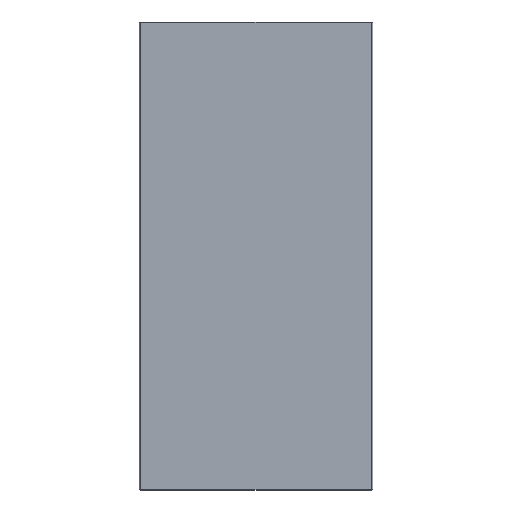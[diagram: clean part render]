
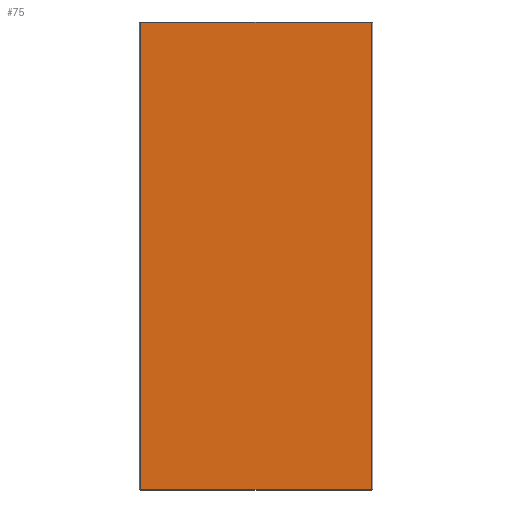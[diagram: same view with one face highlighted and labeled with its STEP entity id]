
A CAD part, top view. The second image highlights one B-rep face of the part: STEP entity #75.
In plain terms, the highlighted planar face has unit normal (0, 0, 1).
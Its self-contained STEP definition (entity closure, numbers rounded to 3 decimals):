
#75 = ADVANCED_FACE( '', ( #167 ), #168, .T. );
#167 = FACE_OUTER_BOUND( '', #276, .T. );
#168 = PLANE( '', #277 );
#276 = EDGE_LOOP( '', ( #428, #429, #430, #431 ) );
#277 = AXIS2_PLACEMENT_3D( '', #432, #433, #434 );
#428 = ORIENTED_EDGE( '', *, *, #693, .F. );
#429 = ORIENTED_EDGE( '', *, *, #694, .F. );
#430 = ORIENTED_EDGE( '', *, *, #695, .T. );
#431 = ORIENTED_EDGE( '', *, *, #696, .T. );
#432 = CARTESIAN_POINT( '', ( -12.3, -25., 0.75 ) );
#433 = DIRECTION( '', ( 0., 0., 1. ) );
#434 = DIRECTION( '', ( 1., 0., 0. ) );
#693 = EDGE_CURVE( '', #836, #837, #838, .T. );
#694 = EDGE_CURVE( '', #839, #836, #840, .T. );
#695 = EDGE_CURVE( '', #839, #841, #842, .T. );
#696 = EDGE_CURVE( '', #841, #837, #843, .T. );
#836 = VERTEX_POINT( '', #1033 );
#837 = VERTEX_POINT( '', #1034 );
#838 = LINE( '', #1035, #1036 );
#839 = VERTEX_POINT( '', #1037 );
#840 = LINE( '', #1038, #1039 );
#841 = VERTEX_POINT( '', #1040 );
#842 = LINE( '', #1041, #1042 );
#843 = LINE( '', #1043, #1044 );
#1033 = CARTESIAN_POINT( '', ( -12.3, 25., 0.75 ) );
#1034 = CARTESIAN_POINT( '', ( 12.3, 25., 0.75 ) );
#1035 = CARTESIAN_POINT( '', ( -12.3, 25., 0.75 ) );
#1036 = VECTOR( '', #1222, 1000. );
#1037 = CARTESIAN_POINT( '', ( -12.3, -25., 0.75 ) );
#1038 = CARTESIAN_POINT( '', ( -12.3, -25., 0.75 ) );
#1039 = VECTOR( '', #1223, 1000. );
#1040 = CARTESIAN_POINT( '', ( 12.3, -25., 0.75 ) );
#1041 = CARTESIAN_POINT( '', ( -12.3, -25., 0.75 ) );
#1042 = VECTOR( '', #1224, 1000. );
#1043 = CARTESIAN_POINT( '', ( 12.3, -25., 0.75 ) );
#1044 = VECTOR( '', #1225, 1000. );
#1222 = DIRECTION( '', ( 1., 0., 0. ) );
#1223 = DIRECTION( '', ( 0., 1., 0. ) );
#1224 = DIRECTION( '', ( 1., 0., 0. ) );
#1225 = DIRECTION( '', ( 0., 1., 0. ) );
